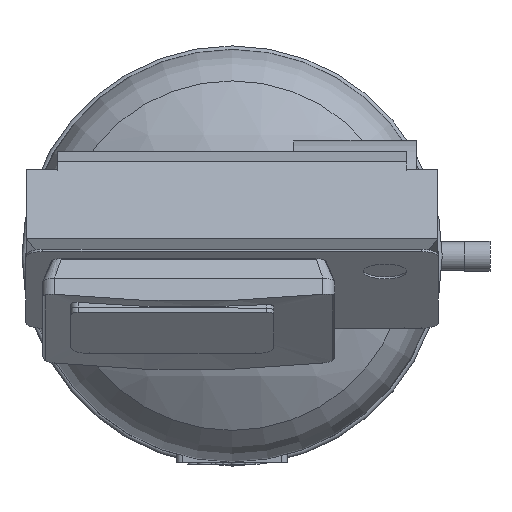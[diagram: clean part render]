
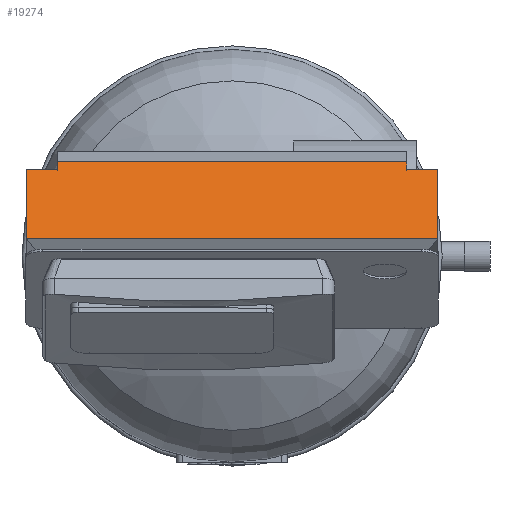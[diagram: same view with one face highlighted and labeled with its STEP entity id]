
A CAD part, top view. The second image highlights one B-rep face of the part: STEP entity #19274.
In plain terms, the highlighted planar face has unit normal (0, 0.342, 0.94).
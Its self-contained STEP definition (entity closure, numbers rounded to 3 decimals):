
#2399=FACE_OUTER_BOUND('',#3743,.T.);
#3743=EDGE_LOOP('',(#16524,#16525,#16526,#16527,#16528,#16529,#16530,#16531));
#5598=LINE('',#31850,#7490);
#5624=LINE('',#31921,#7516);
#5654=LINE('',#31981,#7546);
#5656=LINE('',#31985,#7548);
#5657=LINE('',#31987,#7549);
#5659=LINE('',#31991,#7551);
#5660=LINE('',#31994,#7552);
#5666=LINE('',#32005,#7558);
#7490=VECTOR('',#25609,10.);
#7516=VECTOR('',#25673,10.);
#7546=VECTOR('',#25727,10.);
#7548=VECTOR('',#25731,10.);
#7549=VECTOR('',#25734,10.);
#7551=VECTOR('',#25738,10.);
#7552=VECTOR('',#25741,10.);
#7558=VECTOR('',#25755,10.);
#9259=VERTEX_POINT('',#31847);
#9260=VERTEX_POINT('',#31849);
#9285=VERTEX_POINT('',#31918);
#9286=VERTEX_POINT('',#31920);
#9304=VERTEX_POINT('',#31979);
#9305=VERTEX_POINT('',#31983);
#9306=VERTEX_POINT('',#31989);
#9307=VERTEX_POINT('',#31993);
#11701=EDGE_CURVE('',#9259,#9260,#5598,.T.);
#11735=EDGE_CURVE('',#9285,#9286,#5624,.T.);
#11767=EDGE_CURVE('',#9285,#9304,#5654,.T.);
#11769=EDGE_CURVE('',#9305,#9304,#5656,.T.);
#11770=EDGE_CURVE('',#9259,#9286,#5657,.T.);
#11772=EDGE_CURVE('',#9305,#9306,#5659,.T.);
#11773=EDGE_CURVE('',#9260,#9307,#5660,.T.);
#11779=EDGE_CURVE('',#9307,#9306,#5666,.T.);
#16524=ORIENTED_EDGE('',*,*,#11773,.F.);
#16525=ORIENTED_EDGE('',*,*,#11701,.F.);
#16526=ORIENTED_EDGE('',*,*,#11770,.T.);
#16527=ORIENTED_EDGE('',*,*,#11735,.F.);
#16528=ORIENTED_EDGE('',*,*,#11767,.T.);
#16529=ORIENTED_EDGE('',*,*,#11769,.F.);
#16530=ORIENTED_EDGE('',*,*,#11772,.T.);
#16531=ORIENTED_EDGE('',*,*,#11779,.F.);
#18271=PLANE('',#20942);
#19274=ADVANCED_FACE('',(#2399),#18271,.T.);
#20942=AXIS2_PLACEMENT_3D('',#32004,#25753,#25754);
#25609=DIRECTION('',(0.,-0.94,0.342));
#25673=DIRECTION('',(0.,-0.94,0.342));
#25727=DIRECTION('',(-1.,0.,0.));
#25731=DIRECTION('',(0.,0.94,-0.342));
#25734=DIRECTION('',(-1.,0.,0.));
#25738=DIRECTION('',(-1.,0.,0.));
#25741=DIRECTION('',(-1.,0.,0.));
#25753=DIRECTION('center_axis',(0.,0.342,
0.94));
#25754=DIRECTION('ref_axis',(0.,0.94,-0.342));
#25755=DIRECTION('',(0.,0.94,-0.342));
#31847=CARTESIAN_POINT('',(239.5,99.98,978.469));
#31849=CARTESIAN_POINT('',(239.5,19.636,1007.712));
#31850=CARTESIAN_POINT('',(239.5,6.48,1012.5));
#31918=CARTESIAN_POINT('',(203.,108.604,975.33));
#31920=CARTESIAN_POINT('',(203.,99.98,978.469));
#31921=CARTESIAN_POINT('',(203.,99.98,978.469));
#31979=CARTESIAN_POINT('',(-203.,108.604,975.33));
#31981=CARTESIAN_POINT('',(0.,108.604,975.33));
#31983=CARTESIAN_POINT('',(-203.,99.98,978.469));
#31985=CARTESIAN_POINT('',(-203.,99.98,978.469));
#31987=CARTESIAN_POINT('',(0.,99.98,978.469));
#31989=CARTESIAN_POINT('',(-239.5,99.98,978.469));
#31991=CARTESIAN_POINT('',(0.,99.98,978.469));
#31993=CARTESIAN_POINT('',(-239.5,19.636,1007.712));
#31994=CARTESIAN_POINT('',(0.,19.636,1007.712));
#32004=CARTESIAN_POINT('Origin',(0.,6.48,
1012.5));
#32005=CARTESIAN_POINT('',(-239.5,6.48,1012.5));
